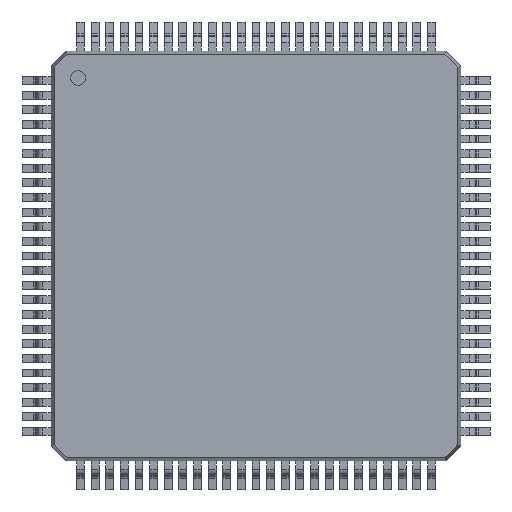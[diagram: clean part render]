
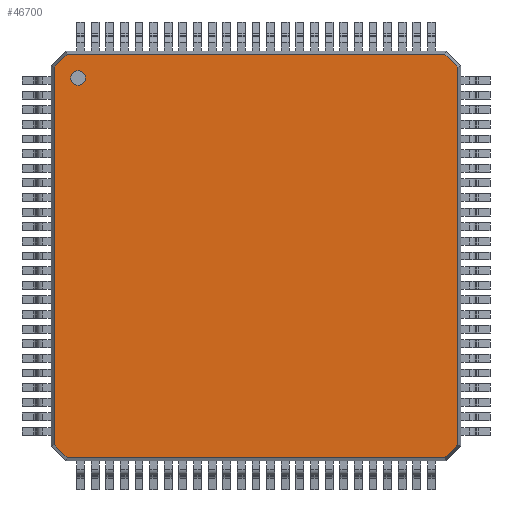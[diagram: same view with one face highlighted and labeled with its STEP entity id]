
A CAD part, top view. The second image highlights one B-rep face of the part: STEP entity #46700.
In plain terms, the highlighted planar face has unit normal (0, 0, 1).
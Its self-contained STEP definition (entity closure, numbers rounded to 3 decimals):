
#46156=CARTESIAN_POINT('',(-5.829,6.079,1.2));
#46157=VERTEX_POINT('',#46156);
#46166=CARTESIAN_POINT('',(-6.329,6.079,1.2));
#46167=VERTEX_POINT('',#46166);
#46168=CARTESIAN_POINT('',(-6.079,6.079,1.2));
#46169=DIRECTION('',(0.0,0.0,-1.0));
#46170=DIRECTION('',(1.0,0.0,0.0));
#46171=AXIS2_PLACEMENT_3D('',#46168,#46169,#46170);
#46172=CIRCLE('',#46171,0.25);
#46173=EDGE_CURVE('',#46167,#46157,#46172,.T.);
#46207=CARTESIAN_POINT('',(-6.079,6.079,1.2));
#46208=DIRECTION('',(0.0,0.0,-1.0));
#46209=DIRECTION('',(1.0,0.0,0.0));
#46210=AXIS2_PLACEMENT_3D('',#46207,#46208,#46209);
#46211=CIRCLE('',#46210,0.25);
#46212=EDGE_CURVE('',#46157,#46167,#46211,.T.);
#46599=CARTESIAN_POINT('',(-6.9,-6.459,1.2));
#46600=VERTEX_POINT('',#46599);
#46617=CARTESIAN_POINT('',(-6.459,-6.9,1.2));
#46618=VERTEX_POINT('',#46617);
#46625=CARTESIAN_POINT('',(-6.459,-6.9,1.2));
#46626=DIRECTION('',(-0.707,0.707,0.0));
#46627=VECTOR('',#46626,0.624);
#46628=LINE('',#46625,#46627);
#46629=EDGE_CURVE('',#46618,#46600,#46628,.T.);
#46634=CARTESIAN_POINT('',(0.,0.,1.2));
#46635=DIRECTION('',(0.0,0.0,1.0));
#46636=DIRECTION('',(1.0,0.0,0.0));
#46637=AXIS2_PLACEMENT_3D('',#46634,#46635,#46636);
#46638=PLANE('',#46637);
#46639=ORIENTED_EDGE('',*,*,#46629,.F.);
#46640=CARTESIAN_POINT('',(6.459,-6.9,1.2));
#46641=VERTEX_POINT('',#46640);
#46642=CARTESIAN_POINT('',(6.459,-6.9,1.2));
#46643=DIRECTION('',(-1.0,0.0,0.0));
#46644=VECTOR('',#46643,12.917);
#46645=LINE('',#46642,#46644);
#46646=EDGE_CURVE('',#46641,#46618,#46645,.T.);
#46647=ORIENTED_EDGE('',*,*,#46646,.F.);
#46648=CARTESIAN_POINT('',(6.9,-6.459,1.2));
#46649=VERTEX_POINT('',#46648);
#46650=CARTESIAN_POINT('',(6.9,-6.459,1.2));
#46651=DIRECTION('',(-0.707,-0.707,0.0));
#46652=VECTOR('',#46651,0.624);
#46653=LINE('',#46650,#46652);
#46654=EDGE_CURVE('',#46649,#46641,#46653,.T.);
#46655=ORIENTED_EDGE('',*,*,#46654,.F.);
#46656=CARTESIAN_POINT('',(6.9,6.459,1.2));
#46657=VERTEX_POINT('',#46656);
#46658=CARTESIAN_POINT('',(6.9,6.459,1.2));
#46659=DIRECTION('',(0.0,-1.0,0.0));
#46660=VECTOR('',#46659,12.917);
#46661=LINE('',#46658,#46660);
#46662=EDGE_CURVE('',#46657,#46649,#46661,.T.);
#46663=ORIENTED_EDGE('',*,*,#46662,.F.);
#46664=CARTESIAN_POINT('',(6.459,6.9,1.2));
#46665=VERTEX_POINT('',#46664);
#46666=CARTESIAN_POINT('',(6.459,6.9,1.2));
#46667=DIRECTION('',(0.707,-0.707,0.0));
#46668=VECTOR('',#46667,0.624);
#46669=LINE('',#46666,#46668);
#46670=EDGE_CURVE('',#46665,#46657,#46669,.T.);
#46671=ORIENTED_EDGE('',*,*,#46670,.F.);
#46672=CARTESIAN_POINT('',(-6.459,6.9,1.2));
#46673=VERTEX_POINT('',#46672);
#46674=CARTESIAN_POINT('',(-6.459,6.9,1.2));
#46675=DIRECTION('',(1.0,0.0,0.0));
#46676=VECTOR('',#46675,12.917);
#46677=LINE('',#46674,#46676);
#46678=EDGE_CURVE('',#46673,#46665,#46677,.T.);
#46679=ORIENTED_EDGE('',*,*,#46678,.F.);
#46680=CARTESIAN_POINT('',(-6.9,6.459,1.2));
#46681=VERTEX_POINT('',#46680);
#46682=CARTESIAN_POINT('',(-6.9,6.459,1.2));
#46683=DIRECTION('',(0.707,0.707,0.0));
#46684=VECTOR('',#46683,0.624);
#46685=LINE('',#46682,#46684);
#46686=EDGE_CURVE('',#46681,#46673,#46685,.T.);
#46687=ORIENTED_EDGE('',*,*,#46686,.F.);
#46688=CARTESIAN_POINT('',(-6.9,-6.459,1.2));
#46689=DIRECTION('',(0.0,1.0,0.0));
#46690=VECTOR('',#46689,12.917);
#46691=LINE('',#46688,#46690);
#46692=EDGE_CURVE('',#46600,#46681,#46691,.T.);
#46693=ORIENTED_EDGE('',*,*,#46692,.F.);
#46694=EDGE_LOOP('',(#46639,#46647,#46655,#46663,#46671,#46679,#46687,#46693));
#46695=FACE_OUTER_BOUND('',#46694,.T.);
#46696=ORIENTED_EDGE('',*,*,#46212,.T.);
#46697=ORIENTED_EDGE('',*,*,#46173,.T.);
#46698=EDGE_LOOP('',(#46696,#46697));
#46699=FACE_BOUND('',#46698,.T.);
#46700=ADVANCED_FACE('',(#46695,#46699),#46638,.T.);
